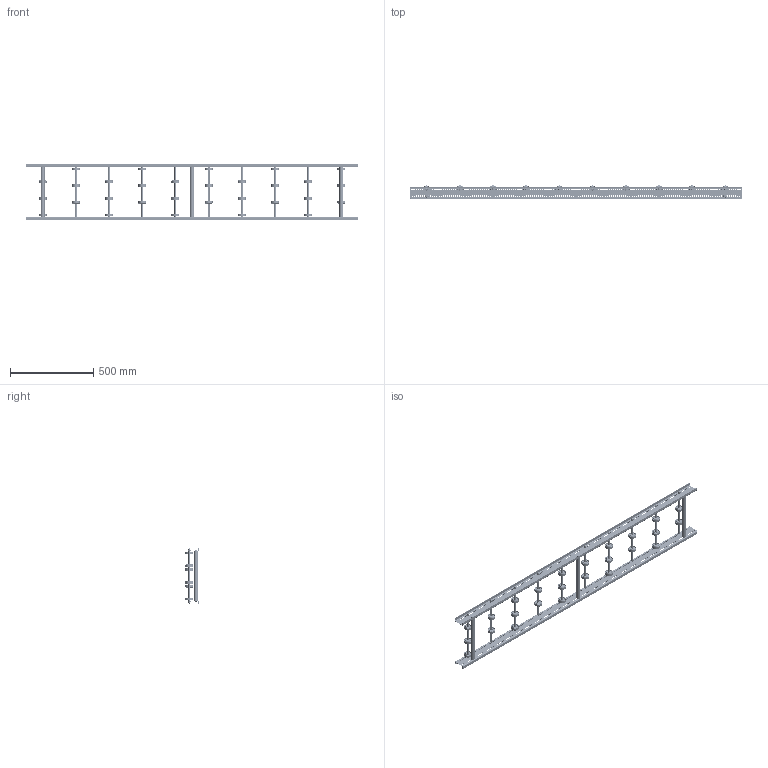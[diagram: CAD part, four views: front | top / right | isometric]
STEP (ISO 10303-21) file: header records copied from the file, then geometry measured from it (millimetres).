
FILE_DESCRIPTION (( 'STEP AP214' ), '1' );
FILE_NAME ('0052299.step', '2021-10-26T13:16:22', ( '' ), ( '' ), 'SwSTEP 2.0', 'SolidWorks 2020', '' );
FILE_SCHEMA (( 'AUTOMOTIVE_DESIGN' ));
Length unit declared in the file: millimetre
Products named in the file (9): 0011532_2300-48-8; 0046278_KB-ROHR-12X1,75mm_KFG_L76; 0052299; Röllchenachse-für-Konfiguration_EL300; Profil_LRB-20x70x20x2_KFG_S100202_U-PROFIL-20-70-20-2-LRB-L=2000; Hutmutter_DIN_1587_M8; S106837_Gewindestange-M8-KFG_L320; Traversen_KFG_L300; S100994_Sperrzahnschraube_M08x16-8.8-A2K
Assembly tree (48 placements, depth 3):
  0052299
    Profil_LRB-20x70x20x2_KFG_S100202_U-PROFIL-20-70-20-2-LRB-L=2000  x2
    S100994_Sperrzahnschraube_M08x16-8.8-A2K  x6
    Traversen_KFG_L300  x3
    Röllchenachse-für-Konfiguration_EL300  x10
      S106837_Gewindestange-M8-KFG_L320
      0011532_2300-48-8
      0046278_KB-ROHR-12X1,75mm_KFG_L76
    Hutmutter_DIN_1587_M8  x20
Bounding box: 2000 x 79 x 340 mm (x, y, z)
Volume: 1775184.9 mm3; surface area: 1502059.3 mm2
Topology: 107 solids, 107 shells, 4556 faces, 10580 edges, 6492 vertices
Faces by surface type: cylinder 2108, torus 984, plane 732, cone 712, bspline 20
Entity records: 30158 total; most frequent: DIRECTION 5525, CARTESIAN_POINT 5156, ORIENTED_EDGE 4656, AXIS2_PLACEMENT_3D 2387, EDGE_CURVE 2328, VERTEX_POINT 1522, EDGE_LOOP 1498, CIRCLE 1497
